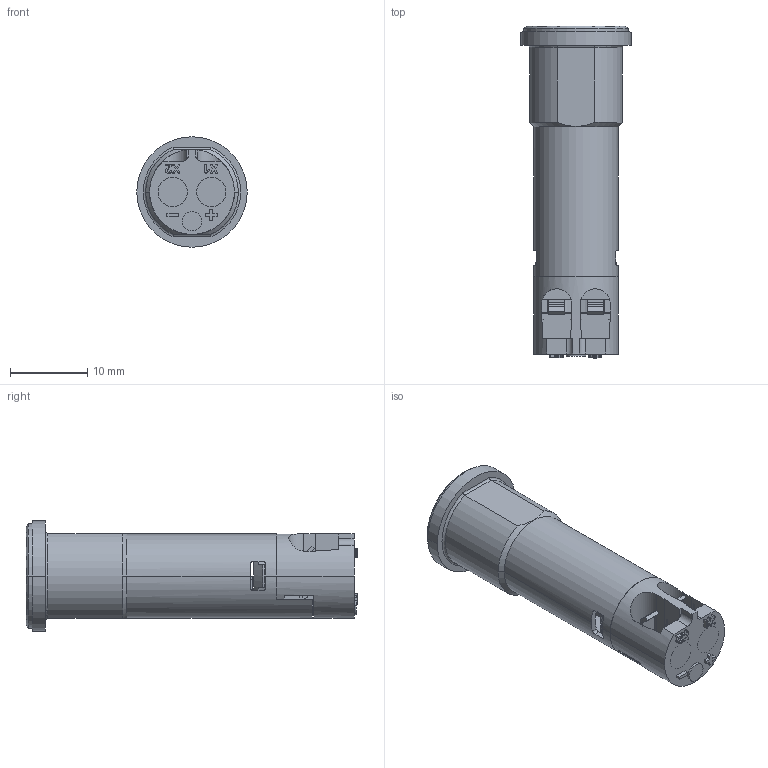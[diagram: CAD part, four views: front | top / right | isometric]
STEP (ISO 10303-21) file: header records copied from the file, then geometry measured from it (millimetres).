
FILE_DESCRIPTION((''),'2;1');
FILE_NAME('XVLA333_SW0001','2021-02-02T08:32:21',('SESA46431'),('Schneider-Electric'),'CREO PARAMETRIC BY PTC INC, 2019164','CREO PARAMETRIC BY PTC INC, 2019164','');
FILE_SCHEMA(('AP242_MANAGED_MODEL_BASED_3D_ENGINEERING_MIM_LF { 1 0 10303 442 1 1 4 }'));
Length unit declared in the file: millimetre
Products named in the file (1): XVLA333_SW0001
Bounding box: 14.32 x 43 x 14.32 mm (x, y, z)
Volume: 1998.1 mm3; surface area: 3731 mm2
Topology: 1 solids, 1 shells, 382 faces, 1035 edges, 660 vertices
Faces by surface type: plane 207, extrusion 105, cylinder 58, cone 10, torus 2
Entity records: 42747 total; most frequent: CARTESIAN_POINT 29908, ORIENTED_EDGE 2070, DIRECTION 1662, EDGE_CURVE 1035, VECTOR 740, VERTEX_POINT 660, LINE 635, PRESENTATION_STYLE_ASSIGNMENT 463
